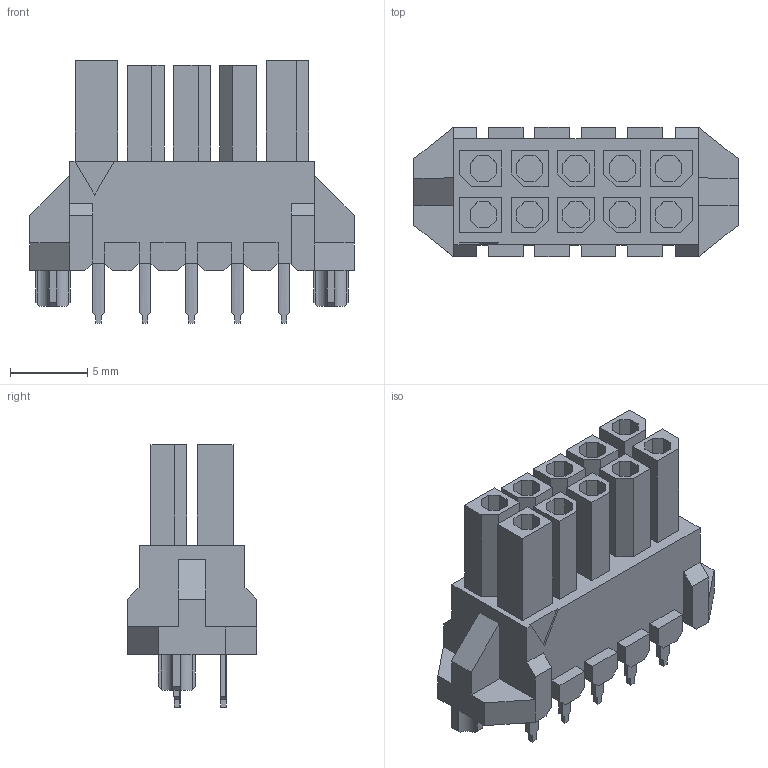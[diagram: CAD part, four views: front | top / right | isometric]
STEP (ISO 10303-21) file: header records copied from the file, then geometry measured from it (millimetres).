
FILE_DESCRIPTION((''),'2;1');
FILE_NAME('447691002','2014-09-02T',('me'),(''),'PRO/ENGINEER BY PARAMETRIC TECHNOLOGY CORPORATION, 2011490','PRO/ENGINEER BY PARAMETRIC TECHNOLOGY CORPORATION, 2011490','');
FILE_SCHEMA(('CONFIG_CONTROL_DESIGN'));
Length unit declared in the file: millimetre
Products named in the file (1): 447691002
Bounding box: 21 x 8.4 x 17 mm (x, y, z)
Volume: 1104.7 mm3; surface area: 1783.1 mm2
Topology: 1 solids, 1 shells, 380 faces, 1030 edges, 674 vertices
Faces by surface type: plane 352, cylinder 28
Entity records: 11700 total; most frequent: CARTESIAN_POINT 2156, ORIENTED_EDGE 2012, DIRECTION 1816, EDGE_CURVE 1006, VECTOR 894, LINE 894, VERTEX_POINT 650, AXIS2_PLACEMENT_3D 461
